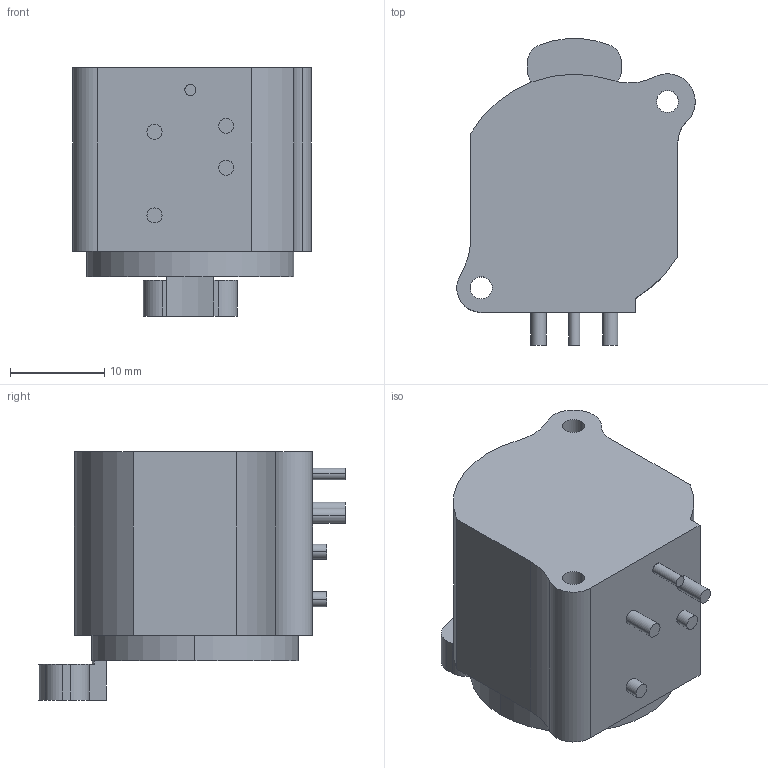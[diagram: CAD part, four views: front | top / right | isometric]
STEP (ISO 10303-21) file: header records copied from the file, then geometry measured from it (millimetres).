
FILE_DESCRIPTION (( 'STEP AP214' ), '1' );
FILE_NAME ('NC3FAH1.STEP', '2023-08-17T13:31:54', ( '' ), ( '' ), 'SwSTEP 2.0', 'SolidWorks 2021', '' );
FILE_SCHEMA (( 'AUTOMOTIVE_DESIGN' ));
Length unit declared in the file: millimetre
Products named in the file (2): NC3FAH1; NC3FAH1_NC3FAH1
Assembly tree (1 placements, depth 2):
  NC3FAH1
    NC3FAH1_NC3FAH1
Bounding box: 25.35 x 32.62 x 26.4 mm (x, y, z)
Volume: 9930.6 mm3; surface area: 5328.5 mm2
Topology: 5 solids, 5 shells, 71 faces, 158 edges, 104 vertices
Faces by surface type: cylinder 41, plane 30
Entity records: 2112 total; most frequent: DIRECTION 390, CARTESIAN_POINT 337, ORIENTED_EDGE 316, EDGE_CURVE 158, AXIS2_PLACEMENT_3D 157, VERTEX_POINT 104, CIRCLE 82, EDGE_LOOP 82
